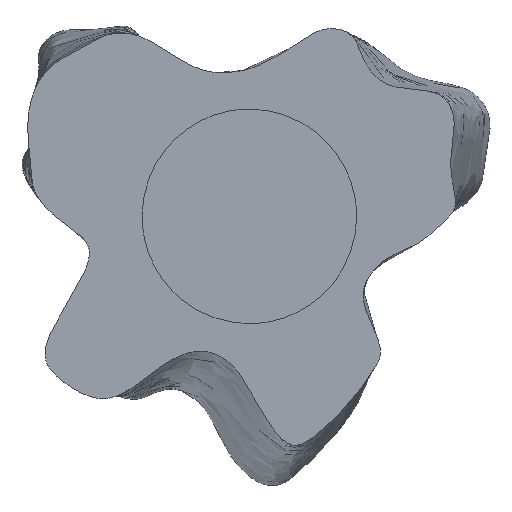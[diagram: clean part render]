
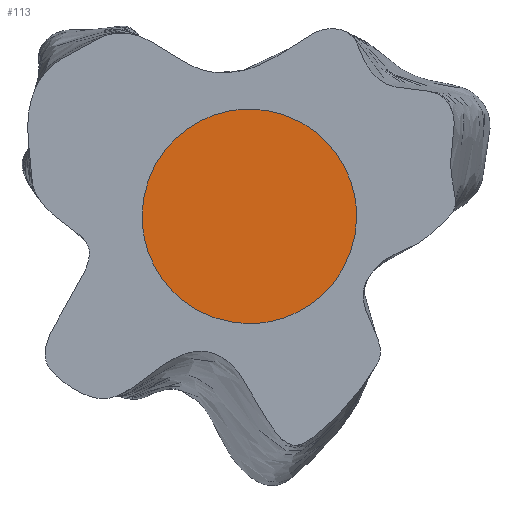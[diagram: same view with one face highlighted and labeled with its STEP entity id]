
A CAD part, top view. The second image highlights one B-rep face of the part: STEP entity #113.
In plain terms, the highlighted free-form (B-spline) face has degree [1, 1] with [2, 2] control points.
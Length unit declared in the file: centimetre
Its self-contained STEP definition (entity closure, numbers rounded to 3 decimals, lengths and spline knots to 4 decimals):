
#61=(
BOUNDED_CURVE()
B_SPLINE_CURVE(2,(#1701,#1702,#1703),.UNSPECIFIED.,.F.,.F.)
B_SPLINE_CURVE_WITH_KNOTS((3,3),(92.677,185.354),.UNSPECIFIED.)
CURVE()
GEOMETRIC_REPRESENTATION_ITEM()
RATIONAL_B_SPLINE_CURVE((1.,0.707,1.))
REPRESENTATION_ITEM($)
);
#64=(
BOUNDED_CURVE()
B_SPLINE_CURVE(2,(#1708,#1709,#1710),.UNSPECIFIED.,.F.,.F.)
B_SPLINE_CURVE_WITH_KNOTS((3,3),(0.,92.677),.UNSPECIFIED.)
CURVE()
GEOMETRIC_REPRESENTATION_ITEM()
RATIONAL_B_SPLINE_CURVE((1.,0.707,1.))
REPRESENTATION_ITEM($)
);
#66=(
BOUNDED_CURVE()
B_SPLINE_CURVE(2,(#1713,#1714,#1715),.UNSPECIFIED.,.F.,.F.)
B_SPLINE_CURVE_WITH_KNOTS((3,3),(-92.5506,0.),.UNSPECIFIED.)
CURVE()
GEOMETRIC_REPRESENTATION_ITEM()
RATIONAL_B_SPLINE_CURVE((1.,0.707,1.))
REPRESENTATION_ITEM($)
);
#68=(
BOUNDED_CURVE()
B_SPLINE_CURVE(2,(#1718,#1719,#1720),.UNSPECIFIED.,.F.,.F.)
B_SPLINE_CURVE_WITH_KNOTS((3,3),(-185.354,-92.5506),.UNSPECIFIED.)
CURVE()
GEOMETRIC_REPRESENTATION_ITEM()
RATIONAL_B_SPLINE_CURVE((1.,0.707,1.))
REPRESENTATION_ITEM($)
);
#113=ADVANCED_FACE($,(#145),#451,.T.);
#145=FACE_OUTER_BOUND($,#179,.T.);
#179=EDGE_LOOP($,(#271,#272,#273,#274));
#271=ORIENTED_EDGE($,*,*,#370,.F.);
#272=ORIENTED_EDGE($,*,*,#372,.F.);
#273=ORIENTED_EDGE($,*,*,#365,.F.);
#274=ORIENTED_EDGE($,*,*,#368,.F.);
#365=EDGE_CURVE($,#425,#426,#61,.T.);
#368=EDGE_CURVE($,#427,#425,#64,.T.);
#370=EDGE_CURVE($,#428,#427,#66,.T.);
#372=EDGE_CURVE($,#426,#428,#68,.T.);
#425=VERTEX_POINT($,#1829);
#426=VERTEX_POINT($,#1830);
#427=VERTEX_POINT($,#1831);
#428=VERTEX_POINT($,#1832);
#451=B_SPLINE_SURFACE_WITH_KNOTS($,1,1,((#1805,#1806),(#1807,#1808)),.UNSPECIFIED.,
.F.,.F.,.F.,(2,2),(2,2),(10.62,130.98),(10.62,
130.98),.UNSPECIFIED.);
#1701=CARTESIAN_POINT($,(-59.,0.,0.));
#1702=CARTESIAN_POINT($,(-59.,59.,0.));
#1703=CARTESIAN_POINT($,(0.,59.,0.));
#1708=CARTESIAN_POINT($,(0.,-59.,0.));
#1709=CARTESIAN_POINT($,(-59.,-59.,0.));
#1710=CARTESIAN_POINT($,(-59.,0.,0.));
#1713=CARTESIAN_POINT($,(59.,0.,0.));
#1714=CARTESIAN_POINT($,(59.,-59.,0.));
#1715=CARTESIAN_POINT($,(0.,-59.,0.));
#1718=CARTESIAN_POINT($,(0.,59.,0.));
#1719=CARTESIAN_POINT($,(59.,59.,0.));
#1720=CARTESIAN_POINT($,(59.,0.,0.));
#1805=CARTESIAN_POINT($,(-60.18,60.18,0.));
#1806=CARTESIAN_POINT($,(60.18,60.18,0.));
#1807=CARTESIAN_POINT($,(-60.18,-60.18,0.));
#1808=CARTESIAN_POINT($,(60.18,-60.18,0.));
#1829=CARTESIAN_POINT($,(-59.,0.,0.));
#1830=CARTESIAN_POINT($,(0.,59.,0.));
#1831=CARTESIAN_POINT($,(0.,-59.,0.));
#1832=CARTESIAN_POINT($,(59.,0.,0.));
